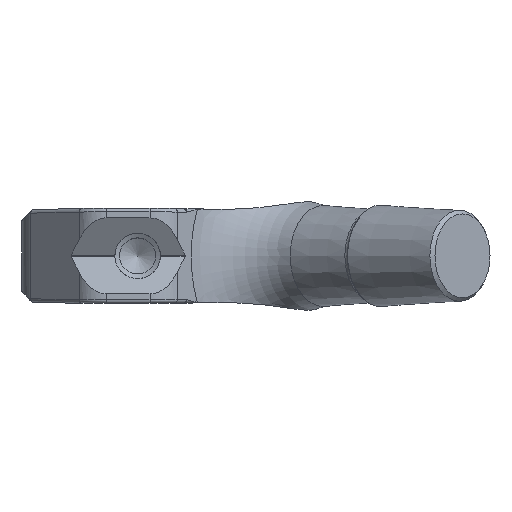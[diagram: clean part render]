
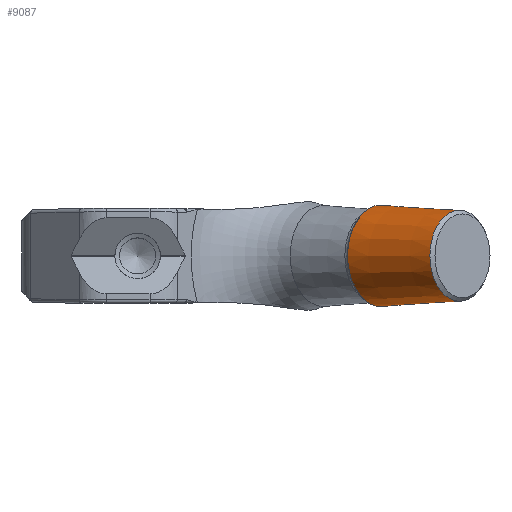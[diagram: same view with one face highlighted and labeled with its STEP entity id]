
A CAD part, top view. The second image highlights one B-rep face of the part: STEP entity #9087.
In plain terms, the highlighted conical face has half-angle 2.833 degrees and reference radius 7.023 mm.
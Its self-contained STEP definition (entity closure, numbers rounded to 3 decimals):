
#9043=CARTESIAN_POINT('',(40.467,-0.,43.532));
#9044=VERTEX_POINT('',#9043);
#9053=CARTESIAN_POINT('',(44.603,0.,38.773));
#9054=DIRECTION('',(-0.755,0.,-0.656));
#9055=DIRECTION('',(-0.656,0.,0.755));
#9056=AXIS2_PLACEMENT_3D('',#9053,#9054,#9055);
#9057=CIRCLE('',#9056,6.305);
#9058=EDGE_CURVE('',#9044,#9044,#9057,.T.);
#9063=CARTESIAN_POINT('',(33.66,0.,29.26));
#9064=DIRECTION('',(-0.755,0.,-0.656));
#9065=DIRECTION('',(-0.656,0.,0.755));
#9066=AXIS2_PLACEMENT_3D('',#9063,#9064,#9065);
#9067=CONICAL_SURFACE('',#9066,7.023,2.833);
#9068=CARTESIAN_POINT('',(29.052,-0.,34.561));
#9069=VERTEX_POINT('',#9068);
#9070=CARTESIAN_POINT('',(29.052,0.,34.561));
#9071=DIRECTION('',(0.786,-0.,0.618));
#9072=VECTOR('',#9071,14.518);
#9073=LINE('',#9070,#9072);
#9074=EDGE_CURVE('',#9069,#9044,#9073,.T.);
#9075=ORIENTED_EDGE('',*,*,#9074,.T.);
#9076=ORIENTED_EDGE('',*,*,#9058,.T.);
#9077=ORIENTED_EDGE('',*,*,#9074,.F.);
#9078=CARTESIAN_POINT('',(33.66,0.,29.26));
#9079=DIRECTION('',(-0.755,0.,-0.656));
#9080=DIRECTION('',(-0.656,0.,0.755));
#9081=AXIS2_PLACEMENT_3D('',#9078,#9079,#9080);
#9082=CIRCLE('',#9081,7.023);
#9083=EDGE_CURVE('',#9069,#9069,#9082,.T.);
#9084=ORIENTED_EDGE('',*,*,#9083,.F.);
#9085=EDGE_LOOP('',(#9075,#9076,#9077,#9084));
#9086=FACE_BOUND('',#9085,.T.);
#9087=ADVANCED_FACE('',(#9086),#9067,.T.);
